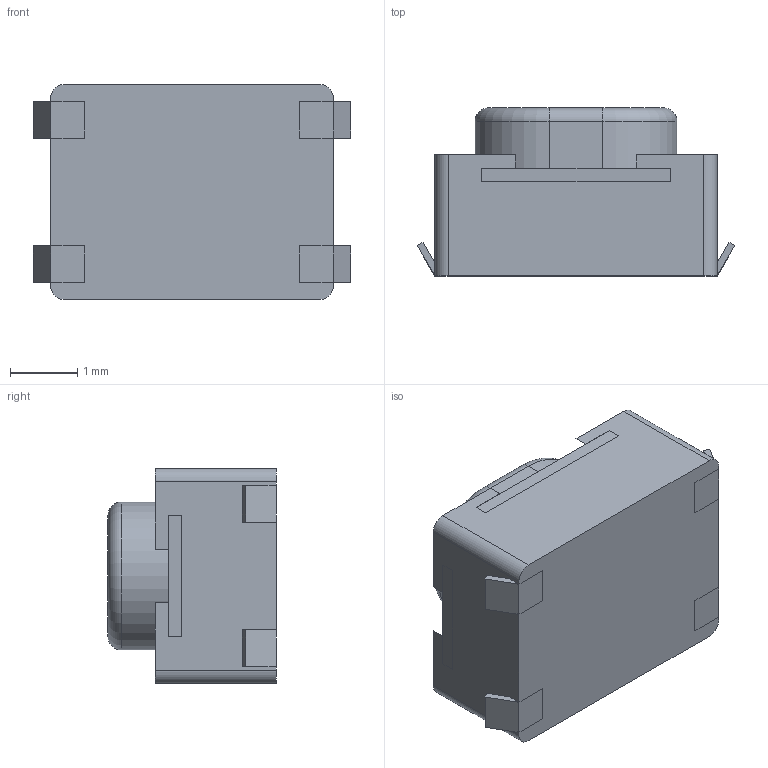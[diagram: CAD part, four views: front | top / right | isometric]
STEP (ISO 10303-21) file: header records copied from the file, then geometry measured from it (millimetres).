
FILE_DESCRIPTION(/* description */ (''),/* implementation_level */ '2;1');
FILE_NAME(/* name */ 'C&K PTS810.step',/* time_stamp */ '2025-08-30T10:47:42+02:00',/* author */ (''),/* organization */ (''),/* preprocessor_version */ 'ST-DEVELOPER v20.1',/* originating_system */ 'Autodesk Translation Framework v14.10.0.0',/* authorisation */ '');
FILE_SCHEMA (('AUTOMOTIVE_DESIGN { 1 0 10303 214 3 1 1 }'));
Length unit declared in the file: millimetre
Products named in the file (5): C&K PTS810; Body; Plate; Plunger; Contacts
Assembly tree (4 placements, depth 2):
  C&K PTS810
    Body
    Plate
    Plunger
    Contacts
Bounding box: 4.72 x 2.5 x 3.2 mm (x, y, z)
Volume: 26.9 mm3; surface area: 94.9 mm2
Topology: 7 solids, 7 shells, 118 faces, 308 edges, 204 vertices
Faces by surface type: plane 106, cylinder 10, torus 2
Entity records: 3726 total; most frequent: CARTESIAN_POINT 639, ORIENTED_EDGE 616, DIRECTION 584, EDGE_CURVE 308, LINE 286, VECTOR 286, VERTEX_POINT 204, AXIS2_PLACEMENT_3D 149
